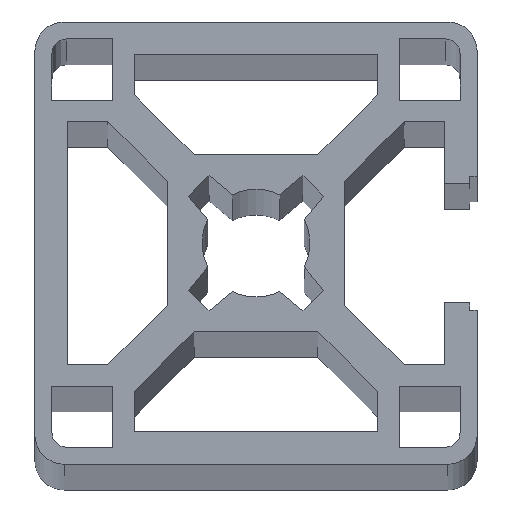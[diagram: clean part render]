
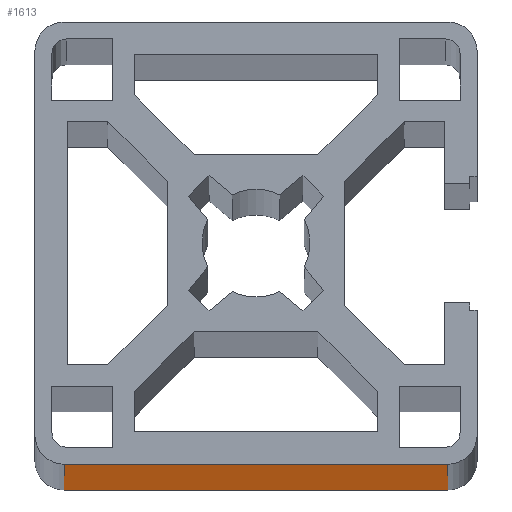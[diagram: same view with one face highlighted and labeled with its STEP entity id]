
A CAD part, top view. The second image highlights one B-rep face of the part: STEP entity #1613.
In plain terms, the highlighted planar face has unit normal (0, -1, 0).
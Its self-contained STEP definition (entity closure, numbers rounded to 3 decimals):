
#131=FACE_OUTER_BOUND('',#217,.T.);
#217=EDGE_LOOP('',(#1355,#1356,#1357,#1358));
#394=LINE('',#2507,#598);
#420=LINE('',#2566,#624);
#421=LINE('',#2569,#625);
#422=LINE('',#2570,#626);
#598=VECTOR('',#2050,10.);
#624=VECTOR('',#2102,10.);
#625=VECTOR('',#2105,10.);
#626=VECTOR('',#2106,10.);
#765=VERTEX_POINT('',#2504);
#766=VERTEX_POINT('',#2506);
#786=VERTEX_POINT('',#2564);
#787=VERTEX_POINT('',#2568);
#971=EDGE_CURVE('',#765,#766,#394,.T.);
#1001=EDGE_CURVE('',#765,#786,#420,.T.);
#1002=EDGE_CURVE('',#787,#786,#421,.T.);
#1003=EDGE_CURVE('',#766,#787,#422,.T.);
#1355=ORIENTED_EDGE('',*,*,#1001,.T.);
#1356=ORIENTED_EDGE('',*,*,#1002,.F.);
#1357=ORIENTED_EDGE('',*,*,#1003,.F.);
#1358=ORIENTED_EDGE('',*,*,#971,.F.);
#1538=PLANE('',#1732);
#1613=ADVANCED_FACE('',(#131),#1538,.T.);
#1732=AXIS2_PLACEMENT_3D('',#2567,#2103,#2104);
#2050=DIRECTION('',(-1.,0.,0.));
#2102=DIRECTION('',(0.,0.,1.));
#2103=DIRECTION('center_axis',(0.,-1.,0.));
#2104=DIRECTION('ref_axis',(1.,0.,0.));
#2105=DIRECTION('',(1.,0.,0.));
#2106=DIRECTION('',(0.,0.,1.));
#2504=CARTESIAN_POINT('',(13.,-15.,-500.));
#2506=CARTESIAN_POINT('',(-13.,-15.,-500.));
#2507=CARTESIAN_POINT('',(-13.,-15.,-500.));
#2564=CARTESIAN_POINT('',(13.,-15.,500.));
#2566=CARTESIAN_POINT('',(13.,-15.,0.));
#2567=CARTESIAN_POINT('Origin',(-13.,-15.,0.));
#2568=CARTESIAN_POINT('',(-13.,-15.,500.));
#2569=CARTESIAN_POINT('',(-13.,-15.,500.));
#2570=CARTESIAN_POINT('',(-13.,-15.,0.));
